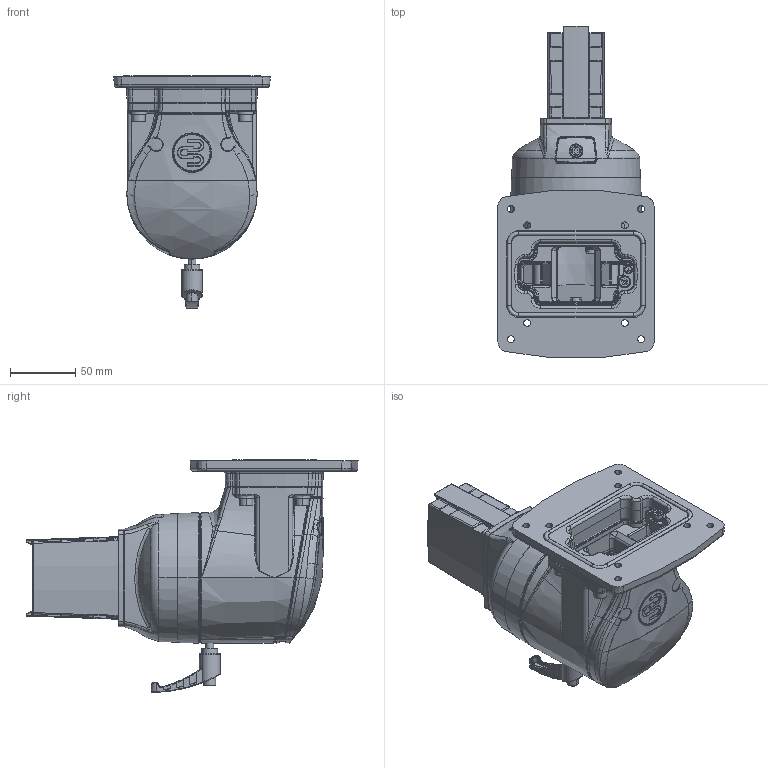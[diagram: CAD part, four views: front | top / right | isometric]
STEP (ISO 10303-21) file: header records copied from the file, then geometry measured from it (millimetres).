
FILE_DESCRIPTION((''),'2;1');
FILE_NAME('1017300004_ASM','2015-07-15T',('Falk.Schoember'),(''),'PRO/ENGINEER BY PARAMETRIC TECHNOLOGY CORPORATION, 2012360','PRO/ENGINEER BY PARAMETRIC TECHNOLOGY CORPORATION, 2012360','');
FILE_SCHEMA(('AUTOMOTIVE_DESIGN { 1 0 10303 214 1 1 1 1 }'));
Products named in the file (29): 9324206000_AF0; 9620432000_ASM; 9231806000; 9371072000; 9411111000_EINB_AF3; 9324219000_AF0; 9620440000_ASM; 9371073000; 9502352000; 9263051000; 9231010000_DICHTUNG-PK-UT; 9324220000_AF0; 9620441000_ASM; 9262042000; 9261325000; 9231799000_AF2; 9324208000; 9261346000; 9222005000; 9251096000; 9231010000_DICHTUNG-ZG-DE; 9324211000_AF0; 9620447000_ASM; 9261334000; 9231010000_DICHTUNG-PK-AP; 9231797000_AF3; 9261441000; 9261104000; 1017300004_ASM
Assembly tree (37 placements, depth 3):
  1017300004_ASM
    9620432000_ASM
      9324206000_AF0
    9231806000
    9371072000
    9411111000_EINB_AF3
    9620440000_ASM
      9324219000_AF0
    9371073000
    9502352000
    9263051000
    9231010000_DICHTUNG-PK-UT
    9620441000_ASM
      9324220000_AF0
    9262042000  x4
    9261325000  x4
    9231799000_AF2
    9324208000
    9261346000
    9222005000
    9251096000
    9231010000_DICHTUNG-ZG-DE
    9620447000_ASM
      9324211000_AF0
    9261334000  x2
    9231010000_DICHTUNG-PK-AP
    9231797000_AF3
    9261441000  x3
    9261104000
Bounding box: 120 x 255.08 x 179 mm (x, y, z)
Volume: 921757.1 mm3; surface area: 344406 mm2
Topology: 34 solids, 69 shells, 3169 faces, 7483 edges, 4479 vertices
Faces by surface type: cylinder 1032, plane 807, bspline 764, torus 256, cone 224, sphere 83, extrusion 3
Entity records: 177259 total; most frequent: CARTESIAN_POINT 67173, ORIENTED_EDGE 13550, DIRECTION 11656, PRESENTATION_STYLE_ASSIGNMENT 9390, STYLED_ITEM 9390, CURVE_STYLE 6868, EDGE_CURVE 6865, AXIS2_PLACEMENT_3D 4573
